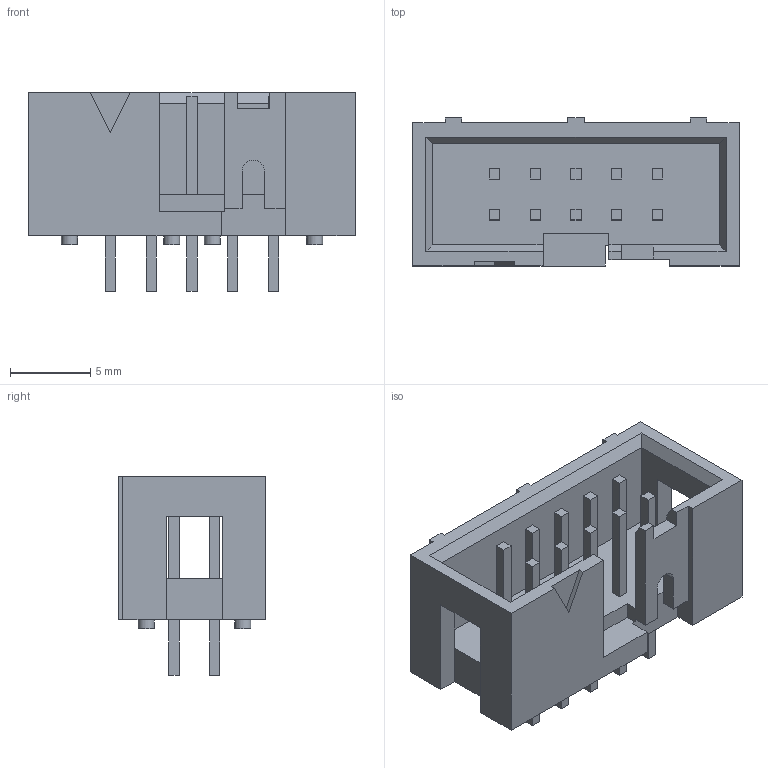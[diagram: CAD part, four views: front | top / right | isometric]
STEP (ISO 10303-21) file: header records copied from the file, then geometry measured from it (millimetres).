
FILE_DESCRIPTION(/* description */ (''),/* implementation_level */ '2;1');
FILE_NAME(/* name */ '100081368ugm000_b.stp',/* time_stamp */ '2016-09-23T10:26:35+02:00',/* author */ (''),/* organization */ (''),/* preprocessor_version */ 'ST-DEVELOPER v16',/* originating_system */ 'SIEMENS PLM Software NX 10.0',/* authorisation */ '');
FILE_SCHEMA (('AUTOMOTIVE_DESIGN { 1 0 10303 214 3 1 1 1 }'));
Length unit declared in the file: millimetre
Products named in the file (1): 100081368ugm000_b
Bounding box: 20.3 x 9.2 x 12.35 mm (x, y, z)
Volume: 813.6 mm3; surface area: 1392 mm2
Topology: 1 solids, 1 shells, 171 faces, 437 edges, 288 vertices
Faces by surface type: plane 164, cylinder 7
Full cylindrical faces by diameter (mm): 1 x6
Entity records: 5577 total; most frequent: CARTESIAN_POINT 891, ORIENTED_EDGE 862, DIRECTION 789, EDGE_CURVE 431, LINE 417, VECTOR 417, VERTEX_POINT 288, EDGE_LOOP 203
